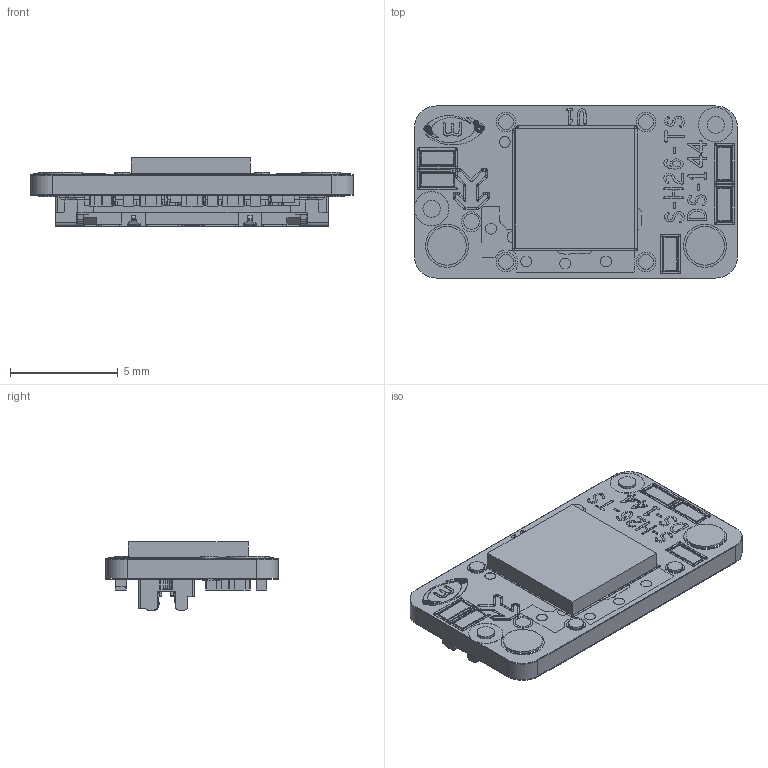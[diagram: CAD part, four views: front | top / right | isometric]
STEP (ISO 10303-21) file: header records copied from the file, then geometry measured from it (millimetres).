
FILE_DESCRIPTION(('STEP AP214'),'1');
FILE_NAME('STP-M0166_021024_FAB.stp','2024-02-10T18:04:37',(' '),(' '),'Spatial InterOp 3D',' ',' ');
FILE_SCHEMA(('AUTOMOTIVE_DESIGN { 1 0 10303 214 1 1 1 1 }'));
Length unit declared in the file: millimetre
Products named in the file (194): Pins; 1; 10; 11; 12; 13; 14; 15; 16; 17; 18; 19; 2; 20; 21; 22; 23; 24; 25; 26; 3; 4; 5; 6; 7; 8; 9; AGND1; AGND2; AGND3; AGND4; AGND5; CLK_N; CLK_P; DATA1_N; DATA1_P; DATA2_N; DATA2_P; DGND1; DGND10 ...
Assembly tree (193 placements, depth 3):
  M0166_0201024_FAB.brd
    Pins
      1
      1
      1
      1
      1
      1
      1
      1
      1
      1
      1
      1
      1
      1
      1
      1
      1
      1
      1
      1
      10
      11
      12
      13
      14
      15
      16
      17
      18
      19
      2
      2
      2
      2
      2
      2
      2
      2
      2
      2
      2
      2
      2
      2
      2
      2
      2
      2
      2
      2
      20
      21
      22
      23
      24
      25
      26
      3
Bounding box: 15 x 8 x 3.17 mm (x, y, z)
Volume: 152.7 mm3; surface area: 1079.6 mm2
Topology: 421 solids, 421 shells, 6035 faces, 15235 edges, 9956 vertices
Faces by surface type: plane 3700, cylinder 2223, sphere 112
Entity records: 188129 total; most frequent: DIRECTION 32025, CARTESIAN_POINT 31455, ORIENTED_EDGE 30246, EDGE_CURVE 15123, AXIS2_PLACEMENT_3D 10682, LINE 10661, VECTOR 10661, VERTEX_POINT 9956
